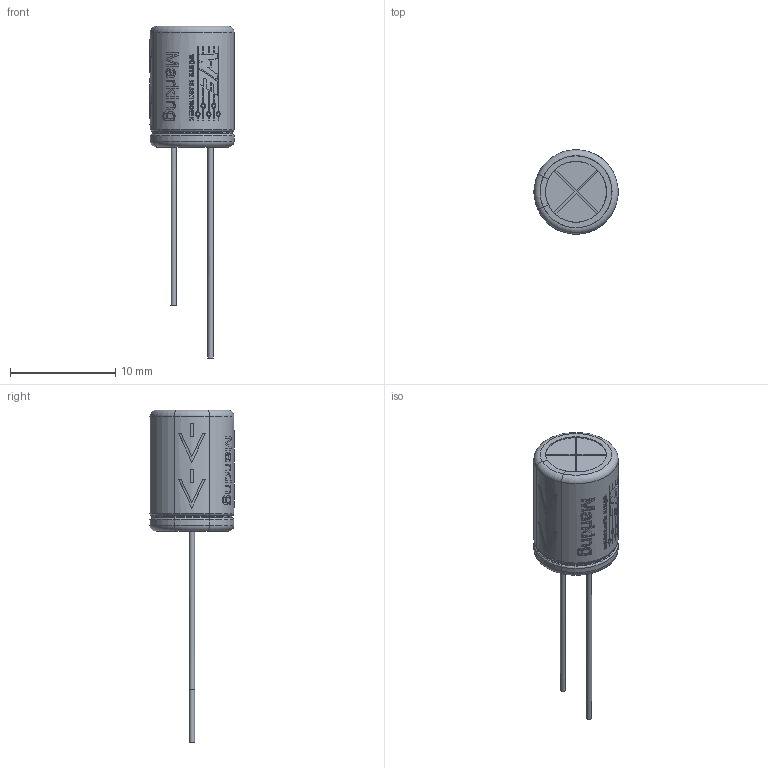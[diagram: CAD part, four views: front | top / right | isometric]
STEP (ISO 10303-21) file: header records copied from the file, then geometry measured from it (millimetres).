
FILE_DESCRIPTION(/* description */ ('Unknown'),/* implementation_level */ '2;1');
FILE_NAME(/* name */ '8x11.5x3.5x0.5',/* time_stamp */ '2023-02-02T10:22:12+01:00',/* author */ ('Unknown'),/* organization */ ('Unknown'),/* preprocessor_version */ 'ST-DEVELOPER v16.7',/* originating_system */ 'Solid Edge',/* authorisation */ 'Unknown');
FILE_SCHEMA (('AUTOMOTIVE_DESIGN {1 0 10303 214 3 1 1}'));
Length unit declared in the file: millimetre
Products named in the file (1): 8x11.5x3.5x0.5
Bounding box: 7.97 x 7.98 x 31.5 mm (x, y, z)
Volume: 565.8 mm3; surface area: 1168.6 mm2
Topology: 3 solids, 3 shells, 518 faces, 1312 edges, 869 vertices
Faces by surface type: plane 278, bspline 127, cylinder 89, torus 24
Full cylindrical faces by diameter (mm): 0.5 x2, 0.889 x1, 1.111 x1, 1.778 x1, 2 x1, 4.444 x1, 4.667 x1, 5.333 x1, 5.556 x1, 5.778 x2, 6.622 x1, 6.827 x1, 7.399 x1, 7.419 x1, 7.78 x2, 7.8 x2
Entity records: 23711 total; most frequent: CARTESIAN_POINT 8370, ORIENTED_EDGE 2534, DIRECTION 2076, EDGE_CURVE 1267, VERTEX_POINT 865, AXIS2_PLACEMENT_3D 701, LINE 674, VECTOR 674
